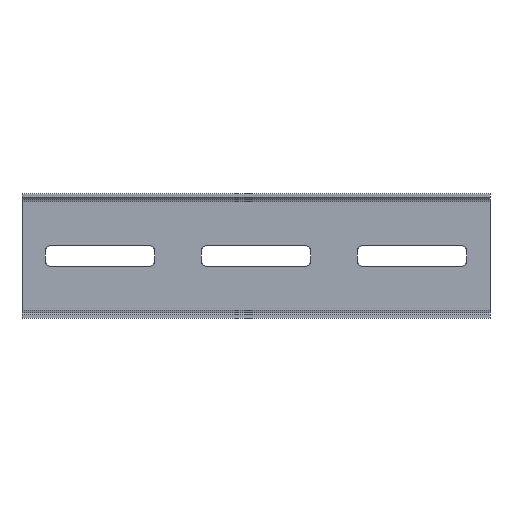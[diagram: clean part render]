
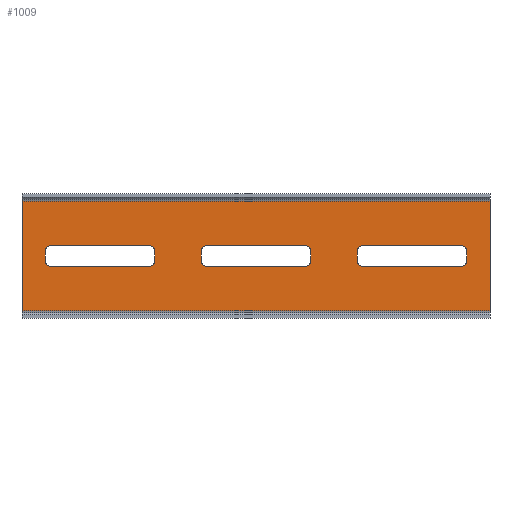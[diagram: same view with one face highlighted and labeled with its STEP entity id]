
A CAD part, left-side view. The second image highlights one B-rep face of the part: STEP entity #1009.
In plain terms, the highlighted planar face has unit normal (-1, 0, 0).
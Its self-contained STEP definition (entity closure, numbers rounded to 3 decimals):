
#9=DIRECTION('',(0.,0.,1.));
#10=VECTOR('',#9,70.);
#11=CARTESIAN_POINT('',(-2.5,0.,-35.));
#12=LINE('',#11,#10);
#229=DIRECTION('',(0.,1.,0.));
#230=VECTOR('',#229,300.);
#231=CARTESIAN_POINT('',(-2.5,0.,35.));
#232=LINE('',#231,#230);
#233=DIRECTION('',(0.,1.,0.));
#234=VECTOR('',#233,300.);
#235=CARTESIAN_POINT('',(-2.5,0.,-35.));
#236=LINE('',#235,#234);
#237=DIRECTION('',(0.,0.,1.));
#238=VECTOR('',#237,7.);
#239=CARTESIAN_POINT('',(-2.5,85.,-3.5));
#240=LINE('',#239,#238);
#241=CARTESIAN_POINT('',(-2.5,82.,-3.5));
#242=DIRECTION('',(1.,0.,0.));
#243=DIRECTION('',(0.,0.,-1.));
#244=AXIS2_PLACEMENT_3D('',#241,#242,#243);
#246=DIRECTION('',(0.,1.,0.));
#247=VECTOR('',#246,64.);
#248=CARTESIAN_POINT('',(-2.5,18.,-6.5));
#249=LINE('',#248,#247);
#250=CARTESIAN_POINT('',(-2.5,18.,-3.5));
#251=DIRECTION('',(1.,0.,0.));
#252=DIRECTION('',(0.,-1.,0.));
#253=AXIS2_PLACEMENT_3D('',#250,#251,#252);
#255=DIRECTION('',(0.,0.,-1.));
#256=VECTOR('',#255,7.);
#257=CARTESIAN_POINT('',(-2.5,15.,3.5));
#258=LINE('',#257,#256);
#259=CARTESIAN_POINT('',(-2.5,18.,3.5));
#260=DIRECTION('',(1.,0.,0.));
#261=DIRECTION('',(0.,0.,1.));
#262=AXIS2_PLACEMENT_3D('',#259,#260,#261);
#264=DIRECTION('',(0.,-1.,0.));
#265=VECTOR('',#264,64.);
#266=CARTESIAN_POINT('',(-2.5,82.,6.5));
#267=LINE('',#266,#265);
#268=CARTESIAN_POINT('',(-2.5,82.,3.5));
#269=DIRECTION('',(1.,0.,0.));
#270=DIRECTION('',(0.,1.,0.));
#271=AXIS2_PLACEMENT_3D('',#268,#269,#270);
#273=CARTESIAN_POINT('',(-2.5,182.,-3.5));
#274=DIRECTION('',(1.,0.,0.));
#275=DIRECTION('',(0.,0.,-1.));
#276=AXIS2_PLACEMENT_3D('',#273,#274,#275);
#278=DIRECTION('',(0.,1.,0.));
#279=VECTOR('',#278,64.);
#280=CARTESIAN_POINT('',(-2.5,118.,-6.5));
#281=LINE('',#280,#279);
#282=CARTESIAN_POINT('',(-2.5,118.,-3.5));
#283=DIRECTION('',(1.,0.,0.));
#284=DIRECTION('',(0.,-1.,0.));
#285=AXIS2_PLACEMENT_3D('',#282,#283,#284);
#287=DIRECTION('',(0.,0.,-1.));
#288=VECTOR('',#287,7.);
#289=CARTESIAN_POINT('',(-2.5,115.,3.5));
#290=LINE('',#289,#288);
#291=CARTESIAN_POINT('',(-2.5,118.,3.5));
#292=DIRECTION('',(1.,0.,0.));
#293=DIRECTION('',(0.,0.,1.));
#294=AXIS2_PLACEMENT_3D('',#291,#292,#293);
#296=DIRECTION('',(0.,-1.,0.));
#297=VECTOR('',#296,64.);
#298=CARTESIAN_POINT('',(-2.5,182.,6.5));
#299=LINE('',#298,#297);
#300=CARTESIAN_POINT('',(-2.5,182.,3.5));
#301=DIRECTION('',(1.,0.,0.));
#302=DIRECTION('',(0.,1.,0.));
#303=AXIS2_PLACEMENT_3D('',#300,#301,#302);
#305=DIRECTION('',(0.,0.,1.));
#306=VECTOR('',#305,7.);
#307=CARTESIAN_POINT('',(-2.5,185.,-3.5));
#308=LINE('',#307,#306);
#309=CARTESIAN_POINT('',(-2.5,282.,-3.5));
#310=DIRECTION('',(1.,0.,0.));
#311=DIRECTION('',(0.,0.,-1.));
#312=AXIS2_PLACEMENT_3D('',#309,#310,#311);
#314=DIRECTION('',(0.,1.,0.));
#315=VECTOR('',#314,64.);
#316=CARTESIAN_POINT('',(-2.5,218.,-6.5));
#317=LINE('',#316,#315);
#318=CARTESIAN_POINT('',(-2.5,218.,-3.5));
#319=DIRECTION('',(1.,0.,0.));
#320=DIRECTION('',(0.,-1.,0.));
#321=AXIS2_PLACEMENT_3D('',#318,#319,#320);
#323=DIRECTION('',(0.,0.,-1.));
#324=VECTOR('',#323,7.);
#325=CARTESIAN_POINT('',(-2.5,215.,3.5));
#326=LINE('',#325,#324);
#327=CARTESIAN_POINT('',(-2.5,218.,3.5));
#328=DIRECTION('',(1.,0.,0.));
#329=DIRECTION('',(0.,0.,1.));
#330=AXIS2_PLACEMENT_3D('',#327,#328,#329);
#332=DIRECTION('',(0.,-1.,0.));
#333=VECTOR('',#332,64.);
#334=CARTESIAN_POINT('',(-2.5,282.,6.5));
#335=LINE('',#334,#333);
#336=CARTESIAN_POINT('',(-2.5,282.,3.5));
#337=DIRECTION('',(1.,0.,0.));
#338=DIRECTION('',(0.,1.,0.));
#339=AXIS2_PLACEMENT_3D('',#336,#337,#338);
#341=DIRECTION('',(0.,0.,1.));
#342=VECTOR('',#341,7.);
#343=CARTESIAN_POINT('',(-2.5,285.,-3.5));
#344=LINE('',#343,#342);
#401=DIRECTION('',(0.,0.,1.));
#402=VECTOR('',#401,70.);
#403=CARTESIAN_POINT('',(-2.5,300.,-35.));
#404=LINE('',#403,#402);
#525=CARTESIAN_POINT('',(-2.5,0.,-35.));
#526=CARTESIAN_POINT('',(-2.5,300.,-35.));
#527=VERTEX_POINT('',#525);
#528=VERTEX_POINT('',#526);
#533=CARTESIAN_POINT('',(-2.5,0.,35.));
#534=CARTESIAN_POINT('',(-2.5,300.,35.));
#535=VERTEX_POINT('',#533);
#536=VERTEX_POINT('',#534);
#569=CARTESIAN_POINT('',(-2.5,85.,-3.5));
#570=CARTESIAN_POINT('',(-2.5,85.,3.5));
#571=VERTEX_POINT('',#569);
#572=VERTEX_POINT('',#570);
#573=CARTESIAN_POINT('',(-2.5,82.,6.5));
#574=CARTESIAN_POINT('',(-2.5,18.,6.5));
#575=VERTEX_POINT('',#573);
#576=VERTEX_POINT('',#574);
#577=CARTESIAN_POINT('',(-2.5,15.,3.5));
#578=CARTESIAN_POINT('',(-2.5,15.,-3.5));
#579=VERTEX_POINT('',#577);
#580=VERTEX_POINT('',#578);
#581=CARTESIAN_POINT('',(-2.5,18.,-6.5));
#582=CARTESIAN_POINT('',(-2.5,82.,-6.5));
#583=VERTEX_POINT('',#581);
#584=VERTEX_POINT('',#582);
#601=CARTESIAN_POINT('',(-2.5,182.,-6.5));
#602=CARTESIAN_POINT('',(-2.5,185.,-3.5));
#603=VERTEX_POINT('',#601);
#604=VERTEX_POINT('',#602);
#605=CARTESIAN_POINT('',(-2.5,185.,3.5));
#606=VERTEX_POINT('',#605);
#607=CARTESIAN_POINT('',(-2.5,182.,6.5));
#608=VERTEX_POINT('',#607);
#609=CARTESIAN_POINT('',(-2.5,118.,6.5));
#610=VERTEX_POINT('',#609);
#611=CARTESIAN_POINT('',(-2.5,118.,-6.5));
#612=VERTEX_POINT('',#611);
#625=CARTESIAN_POINT('',(-2.5,282.,-6.5));
#626=CARTESIAN_POINT('',(-2.5,285.,-3.5));
#627=VERTEX_POINT('',#625);
#628=VERTEX_POINT('',#626);
#629=CARTESIAN_POINT('',(-2.5,285.,3.5));
#630=VERTEX_POINT('',#629);
#631=CARTESIAN_POINT('',(-2.5,282.,6.5));
#632=VERTEX_POINT('',#631);
#633=CARTESIAN_POINT('',(-2.5,218.,6.5));
#634=VERTEX_POINT('',#633);
#635=CARTESIAN_POINT('',(-2.5,218.,-6.5));
#636=VERTEX_POINT('',#635);
#649=CARTESIAN_POINT('',(-2.5,115.,3.5));
#650=VERTEX_POINT('',#649);
#651=CARTESIAN_POINT('',(-2.5,115.,-3.5));
#652=VERTEX_POINT('',#651);
#657=CARTESIAN_POINT('',(-2.5,215.,3.5));
#658=VERTEX_POINT('',#657);
#659=CARTESIAN_POINT('',(-2.5,215.,-3.5));
#660=VERTEX_POINT('',#659);
#942=CARTESIAN_POINT('',(-2.5,0.,-35.));
#943=DIRECTION('',(-1.,0.,0.));
#944=DIRECTION('',(0.,0.,1.));
#945=AXIS2_PLACEMENT_3D('',#942,#943,#944);
#946=PLANE('',#945);
#947=ORIENTED_EDGE('',*,*,#676,.F.);
#949=ORIENTED_EDGE('',*,*,#948,.T.);
#951=ORIENTED_EDGE('',*,*,#950,.T.);
#952=ORIENTED_EDGE('',*,*,#934,.F.);
#953=EDGE_LOOP('',(#947,#949,#951,#952));
#954=FACE_OUTER_BOUND('',#953,.F.);
#956=ORIENTED_EDGE('',*,*,#955,.F.);
#958=ORIENTED_EDGE('',*,*,#957,.F.);
#960=ORIENTED_EDGE('',*,*,#959,.F.);
#962=ORIENTED_EDGE('',*,*,#961,.F.);
#964=ORIENTED_EDGE('',*,*,#963,.F.);
#966=ORIENTED_EDGE('',*,*,#965,.F.);
#968=ORIENTED_EDGE('',*,*,#967,.F.);
#970=ORIENTED_EDGE('',*,*,#969,.F.);
#971=EDGE_LOOP('',(#956,#958,#960,#962,#964,#966,#968,#970));
#972=FACE_BOUND('',#971,.F.);
#974=ORIENTED_EDGE('',*,*,#973,.F.);
#976=ORIENTED_EDGE('',*,*,#975,.F.);
#978=ORIENTED_EDGE('',*,*,#977,.F.);
#980=ORIENTED_EDGE('',*,*,#979,.F.);
#982=ORIENTED_EDGE('',*,*,#981,.F.);
#984=ORIENTED_EDGE('',*,*,#983,.F.);
#986=ORIENTED_EDGE('',*,*,#985,.F.);
#988=ORIENTED_EDGE('',*,*,#987,.F.);
#989=EDGE_LOOP('',(#974,#976,#978,#980,#982,#984,#986,#988));
#990=FACE_BOUND('',#989,.F.);
#992=ORIENTED_EDGE('',*,*,#991,.F.);
#994=ORIENTED_EDGE('',*,*,#993,.F.);
#996=ORIENTED_EDGE('',*,*,#995,.F.);
#998=ORIENTED_EDGE('',*,*,#997,.F.);
#1000=ORIENTED_EDGE('',*,*,#999,.F.);
#1002=ORIENTED_EDGE('',*,*,#1001,.F.);
#1004=ORIENTED_EDGE('',*,*,#1003,.F.);
#1006=ORIENTED_EDGE('',*,*,#1005,.F.);
#1007=EDGE_LOOP('',(#992,#994,#996,#998,#1000,#1002,#1004,#1006));
#1008=FACE_BOUND('',#1007,.F.);
#1009=ADVANCED_FACE('',(#954,#972,#990,#1008),#946,.T.);
#245=CIRCLE('',#244,3.);
#254=CIRCLE('',#253,3.);
#263=CIRCLE('',#262,3.);
#272=CIRCLE('',#271,3.);
#277=CIRCLE('',#276,3.);
#286=CIRCLE('',#285,3.);
#295=CIRCLE('',#294,3.);
#304=CIRCLE('',#303,3.);
#313=CIRCLE('',#312,3.);
#322=CIRCLE('',#321,3.);
#331=CIRCLE('',#330,3.);
#340=CIRCLE('',#339,3.);
#676=EDGE_CURVE('',#527,#535,#12,.T.);
#934=EDGE_CURVE('',#535,#536,#232,.T.);
#948=EDGE_CURVE('',#527,#528,#236,.T.);
#950=EDGE_CURVE('',#528,#536,#404,.T.);
#955=EDGE_CURVE('',#571,#572,#240,.T.);
#957=EDGE_CURVE('',#584,#571,#245,.T.);
#959=EDGE_CURVE('',#583,#584,#249,.T.);
#961=EDGE_CURVE('',#580,#583,#254,.T.);
#963=EDGE_CURVE('',#579,#580,#258,.T.);
#965=EDGE_CURVE('',#576,#579,#263,.T.);
#967=EDGE_CURVE('',#575,#576,#267,.T.);
#969=EDGE_CURVE('',#572,#575,#272,.T.);
#973=EDGE_CURVE('',#603,#604,#277,.T.);
#975=EDGE_CURVE('',#612,#603,#281,.T.);
#977=EDGE_CURVE('',#652,#612,#286,.T.);
#979=EDGE_CURVE('',#650,#652,#290,.T.);
#981=EDGE_CURVE('',#610,#650,#295,.T.);
#983=EDGE_CURVE('',#608,#610,#299,.T.);
#985=EDGE_CURVE('',#606,#608,#304,.T.);
#987=EDGE_CURVE('',#604,#606,#308,.T.);
#991=EDGE_CURVE('',#627,#628,#313,.T.);
#993=EDGE_CURVE('',#636,#627,#317,.T.);
#995=EDGE_CURVE('',#660,#636,#322,.T.);
#997=EDGE_CURVE('',#658,#660,#326,.T.);
#999=EDGE_CURVE('',#634,#658,#331,.T.);
#1001=EDGE_CURVE('',#632,#634,#335,.T.);
#1003=EDGE_CURVE('',#630,#632,#340,.T.);
#1005=EDGE_CURVE('',#628,#630,#344,.T.);
